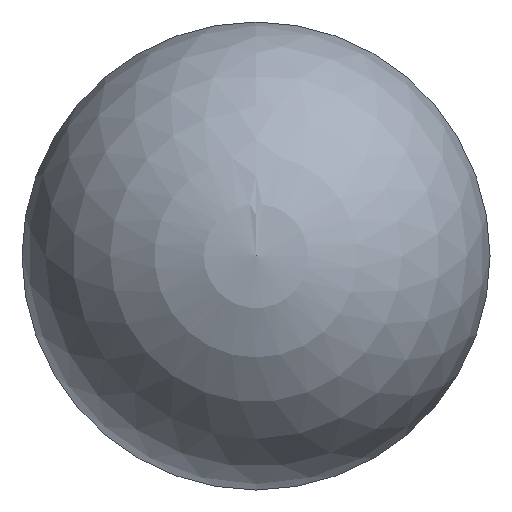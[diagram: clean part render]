
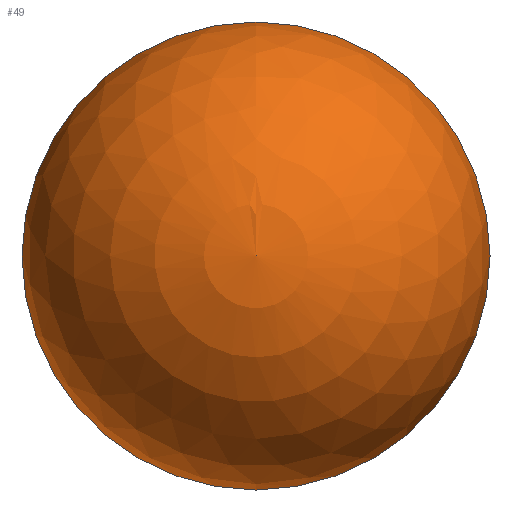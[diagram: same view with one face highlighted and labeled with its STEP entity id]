
A CAD part, front view. The second image highlights one B-rep face of the part: STEP entity #49.
In plain terms, the highlighted spherical face has radius 0.95 mm.
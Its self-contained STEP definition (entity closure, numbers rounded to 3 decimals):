
#19=FACE_OUTER_BOUND('',#22,.T.);
#22=EDGE_LOOP('',(#38,#39,#40,#41));
#25=CIRCLE('',#76,0.95);
#26=CIRCLE('',#77,0.95);
#27=CIRCLE('',#78,0.95);
#29=VERTEX_POINT('',#101);
#30=VERTEX_POINT('',#102);
#31=VERTEX_POINT('',#104);
#33=EDGE_CURVE('',#29,#30,#25,.T.);
#34=EDGE_CURVE('',#30,#31,#26,.T.);
#35=EDGE_CURVE('',#30,#29,#27,.T.);
#38=ORIENTED_EDGE('',*,*,#33,.T.);
#39=ORIENTED_EDGE('',*,*,#34,.T.);
#40=ORIENTED_EDGE('',*,*,#34,.F.);
#41=ORIENTED_EDGE('',*,*,#35,.T.);
#48=SPHERICAL_SURFACE('',#75,0.95);
#49=ADVANCED_FACE('',(#19),#48,.T.);
#75=AXIS2_PLACEMENT_3D('',#100,#84,#85);
#76=AXIS2_PLACEMENT_3D('',#103,#86,#87);
#77=AXIS2_PLACEMENT_3D('',#105,#88,#89);
#78=AXIS2_PLACEMENT_3D('',#106,#90,#91);
#84=DIRECTION('center_axis',(0.,1.,0.));
#85=DIRECTION('ref_axis',(0.,0.,-1.));
#86=DIRECTION('center_axis',(0.,-1.,0.));
#87=DIRECTION('ref_axis',(-1.,0.,0.));
#88=DIRECTION('center_axis',(1.,0.,0.));
#89=DIRECTION('ref_axis',(0.,0.,1.));
#90=DIRECTION('center_axis',(0.,-1.,0.));
#91=DIRECTION('ref_axis',(-1.,0.,0.));
#100=CARTESIAN_POINT('Origin',(0.,0.95,0.));
#101=CARTESIAN_POINT('',(0.95,0.95,0.));
#102=CARTESIAN_POINT('',(0.,0.95,0.95));
#103=CARTESIAN_POINT('Origin',(0.,0.95,0.));
#104=CARTESIAN_POINT('',(0.,0.,0.));
#105=CARTESIAN_POINT('Origin',(0.,0.95,0.));
#106=CARTESIAN_POINT('Origin',(0.,0.95,0.));
